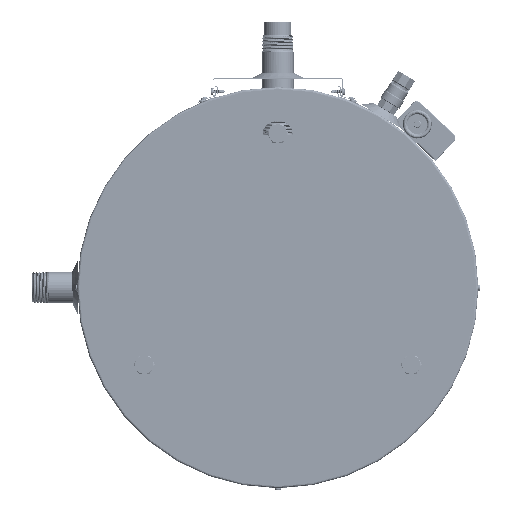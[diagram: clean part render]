
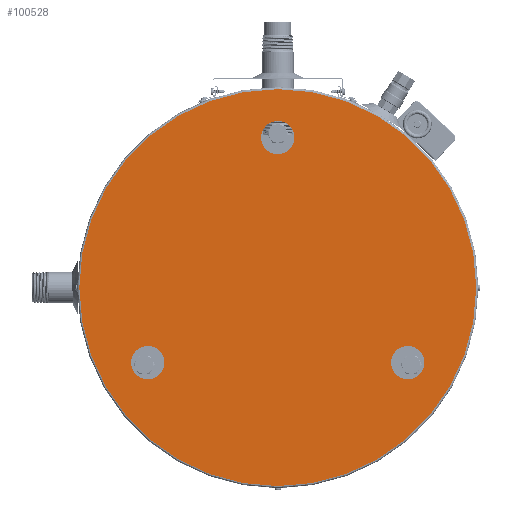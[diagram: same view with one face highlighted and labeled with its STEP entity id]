
A CAD part, front view. The second image highlights one B-rep face of the part: STEP entity #100528.
In plain terms, the highlighted planar face has unit normal (0, -1, 0).
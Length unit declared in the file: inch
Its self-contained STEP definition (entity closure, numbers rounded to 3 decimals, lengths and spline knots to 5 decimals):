
#452 = EDGE_CURVE ( 'NONE', #139149, #139149, #67574, .T. ) ;
#564 = CARTESIAN_POINT ( 'NONE',  ( 0., -0.53, 9. ) ) ;
#3921 = VERTEX_POINT ( 'NONE', #17129 ) ;
#5388 = ORIENTED_EDGE ( 'NONE', *, *, #20481, .T. ) ;
#6192 = DIRECTION ( 'NONE',  ( 0., -1., 0. ) ) ;
#8713 = DIRECTION ( 'NONE',  ( -1., 0., 0. ) ) ;
#9183 = VERTEX_POINT ( 'NONE', #33255 ) ;
#9865 = EDGE_LOOP ( 'NONE', ( #129994 ) ) ;
#10182 = AXIS2_PLACEMENT_3D ( 'NONE', #139714, #102329, #8713 ) ;
#12729 = FACE_BOUND ( 'NONE', #9865, .T. ) ;
#15459 = AXIS2_PLACEMENT_3D ( 'NONE', #118830, #130445, #84554 ) ;
#17129 = CARTESIAN_POINT ( 'NONE',  ( -1., -0.53, 9. ) ) ;
#20481 = EDGE_CURVE ( 'NONE', #3921, #3921, #84981, .T. ) ;
#25140 = FACE_BOUND ( 'NONE', #36091, .T. ) ;
#28410 = ORIENTED_EDGE ( 'NONE', *, *, #76174, .T. ) ;
#30108 = AXIS2_PLACEMENT_3D ( 'NONE', #564, #70050, #152702 ) ;
#33255 = CARTESIAN_POINT ( 'NONE',  ( -8.79423, -0.53, -4.5 ) ) ;
#36091 = EDGE_LOOP ( 'NONE', ( #100394 ) ) ;
#40483 = DIRECTION ( 'NONE',  ( 0., 1., 0. ) ) ;
#41414 = CARTESIAN_POINT ( 'NONE',  ( 11.905, -0.53, 0. ) ) ;
#53722 = AXIS2_PLACEMENT_3D ( 'NONE', #148140, #6192, #74929 ) ;
#58417 = EDGE_CURVE ( 'NONE', #9183, #9183, #84927, .T. ) ;
#67574 = CIRCLE ( 'NONE', #92375, 1. ) ;
#70050 = DIRECTION ( 'NONE',  ( 0., 1., 0. ) ) ;
#71034 = EDGE_LOOP ( 'NONE', ( #5388 ) ) ;
#73610 = EDGE_LOOP ( 'NONE', ( #28410 ) ) ;
#74929 = DIRECTION ( 'NONE',  ( 1., 0., 0. ) ) ;
#76174 = EDGE_CURVE ( 'NONE', #148264, #148264, #108470, .T. ) ;
#84554 = DIRECTION ( 'NONE',  ( -1., 0., 0. ) ) ;
#84927 = CIRCLE ( 'NONE', #10182, 1. ) ;
#84981 = CIRCLE ( 'NONE', #30108, 1. ) ;
#85812 = DIRECTION ( 'NONE',  ( -1., 0., 0. ) ) ;
#92375 = AXIS2_PLACEMENT_3D ( 'NONE', #145779, #40483, #85812 ) ;
#100394 = ORIENTED_EDGE ( 'NONE', *, *, #58417, .T. ) ;
#100528 = ADVANCED_FACE ( 'NONE', ( #12729, #25140, #107946, #129687 ), #106414, .F. ) ;
#102329 = DIRECTION ( 'NONE',  ( 0., 1., 0. ) ) ;
#106414 = PLANE ( 'NONE',  #15459 ) ;
#107946 = FACE_BOUND ( 'NONE', #71034, .T. ) ;
#108470 = CIRCLE ( 'NONE', #53722, 11.905 ) ;
#118830 = CARTESIAN_POINT ( 'NONE',  ( 0., -0.53, 0. ) ) ;
#129687 = FACE_OUTER_BOUND ( 'NONE', #73610, .T. ) ;
#129994 = ORIENTED_EDGE ( 'NONE', *, *, #452, .T. ) ;
#130445 = DIRECTION ( 'NONE',  ( 0., 1., 0. ) ) ;
#139149 = VERTEX_POINT ( 'NONE', #150089 ) ;
#139714 = CARTESIAN_POINT ( 'NONE',  ( -7.79423, -0.53, -4.5 ) ) ;
#145779 = CARTESIAN_POINT ( 'NONE',  ( 7.79423, -0.53, -4.5 ) ) ;
#148140 = CARTESIAN_POINT ( 'NONE',  ( 0., -0.53, 0. ) ) ;
#148264 = VERTEX_POINT ( 'NONE', #41414 ) ;
#150089 = CARTESIAN_POINT ( 'NONE',  ( 6.79423, -0.53, -4.5 ) ) ;
#152702 = DIRECTION ( 'NONE',  ( -1., 0., 0. ) ) ;
